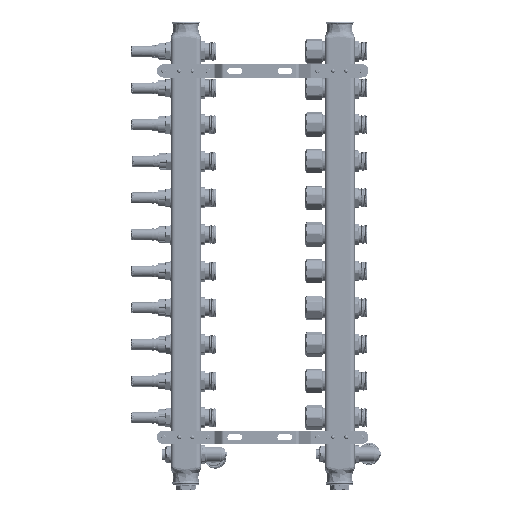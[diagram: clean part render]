
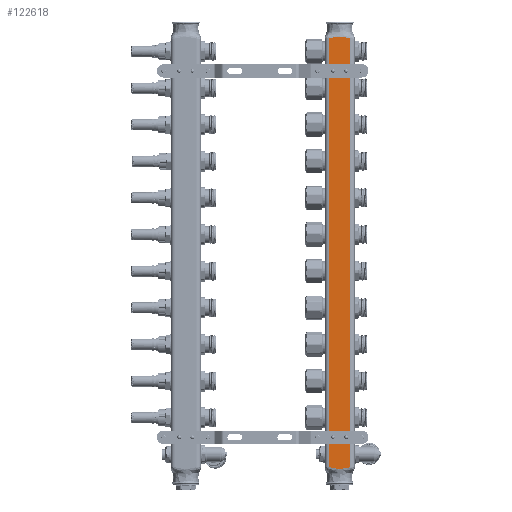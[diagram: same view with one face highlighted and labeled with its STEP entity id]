
A CAD part, front view. The second image highlights one B-rep face of the part: STEP entity #122618.
In plain terms, the highlighted face is planar.
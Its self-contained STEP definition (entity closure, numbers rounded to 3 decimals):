
#403 = CARTESIAN_POINT ( 'NONE',  ( 19.5, 6.71, -608.215 ) ) ;
#2225 = CARTESIAN_POINT ( 'NONE',  ( 19.5, -12.119, -20.809 ) ) ;
#7104 = CARTESIAN_POINT ( 'NONE',  ( 19.5, -13.908, -606.757 ) ) ;
#10664 = CARTESIAN_POINT ( 'NONE',  ( 19.5, 6.109, -608.324 ) ) ;
#11323 = DIRECTION ( 'NONE',  ( 0., 0., 1. ) ) ;
#11583 = CARTESIAN_POINT ( 'NONE',  ( 19.5, -14.5, -21.41 ) ) ;
#12436 = CARTESIAN_POINT ( 'NONE',  ( 19.5, -13.314, -21.084 ) ) ;
#13301 = CARTESIAN_POINT ( 'NONE',  ( 19.5, 14.5, -21.41 ) ) ;
#15110 = CARTESIAN_POINT ( 'NONE',  ( 19.5, 14.5, -606.59 ) ) ;
#15554 = CARTESIAN_POINT ( 'NONE',  ( 19.5, 12.568, -607.093 ) ) ;
#16001 = CARTESIAN_POINT ( 'NONE',  ( 19.5, 13.908, -606.757 ) ) ;
#16087 = EDGE_LOOP ( 'NONE', ( #126205, #68307, #126515, #25620 ) ) ;
#17328 = CARTESIAN_POINT ( 'NONE',  ( 19.5, -4.294, -608.591 ) ) ;
#17767 = CARTESIAN_POINT ( 'NONE',  ( 19.5, -9.712, -607.624 ) ) ;
#18238 = CARTESIAN_POINT ( 'NONE',  ( 19.5, 14.5, -314. ) ) ;
#22233 = CARTESIAN_POINT ( 'NONE',  ( 19.5, 12.568, -20.907 ) ) ;
#22663 = CARTESIAN_POINT ( 'NONE',  ( 19.5, 13.314, -21.084 ) ) ;
#23088 = CARTESIAN_POINT ( 'NONE',  ( 19.5, 11.216, -20.651 ) ) ;
#23152 = EDGE_CURVE ( 'NONE', #33992, #31672, #91996, .T. ) ;
#23537 = CARTESIAN_POINT ( 'NONE',  ( 19.5, -4.294, -19.409 ) ) ;
#25620 = ORIENTED_EDGE ( 'NONE', *, *, #35017, .F. ) ;
#26243 = CARTESIAN_POINT ( 'NONE',  ( 19.5, 12.419, -607.128 ) ) ;
#27997 = CARTESIAN_POINT ( 'NONE',  ( 19.5, -2.467, -608.781 ) ) ;
#31090 = CARTESIAN_POINT ( 'NONE',  ( 19.5, -4.9, -608.512 ) ) ;
#31672 = VERTEX_POINT ( 'NONE', #82789 ) ;
#32001 = CARTESIAN_POINT ( 'NONE',  ( 19.5, 12.119, -20.809 ) ) ;
#32416 = CARTESIAN_POINT ( 'NONE',  ( 19.5, 13.908, -21.243 ) ) ;
#33730 = CARTESIAN_POINT ( 'NONE',  ( 19.5, -6.109, -19.676 ) ) ;
#33992 = VERTEX_POINT ( 'NONE', #52658 ) ;
#35017 = EDGE_CURVE ( 'NONE', #75802, #90878, #49723, .T. ) ;
#35552 = CARTESIAN_POINT ( 'NONE',  ( 19.5, 13.314, -606.916 ) ) ;
#38204 = CARTESIAN_POINT ( 'NONE',  ( 19.5, -6.109, -608.324 ) ) ;
#40473 = CARTESIAN_POINT ( 'NONE',  ( 19.5, 2.467, -608.781 ) ) ;
#42252 = CARTESIAN_POINT ( 'NONE',  ( 19.5, 6.109, -19.676 ) ) ;
#42688 = CARTESIAN_POINT ( 'NONE',  ( 19.5, 11.517, -20.705 ) ) ;
#42833 = EDGE_CURVE ( 'NONE', #90878, #31672, #62299, .T. ) ;
#43561 = CARTESIAN_POINT ( 'NONE',  ( 19.5, 2.467, -19.219 ) ) ;
#44001 = CARTESIAN_POINT ( 'NONE',  ( 19.5, -2.467, -19.219 ) ) ;
#46713 = CARTESIAN_POINT ( 'NONE',  ( 19.5, 12.119, -607.191 ) ) ;
#48012 = CARTESIAN_POINT ( 'NONE',  ( 19.5, -12.419, -607.128 ) ) ;
#48439 = CARTESIAN_POINT ( 'NONE',  ( 19.5, -11.969, -607.217 ) ) ;
#49723 = B_SPLINE_CURVE_WITH_KNOTS ( 'NONE', 3,
 ( #15110, #16001, #35552, #15554, #26243, #46713, #117828, #56911, #128021, #70706, #50670, #403, #10664, #122259, #51111, #40473, #71163, #88944, #27997, #17328, #31090, #38204, #108935, #61362, #17767, #98753, #88508, #48439, #71576, #48012, #111611, #78677, #7104, #51546 ),
 .UNSPECIFIED., .F., .F.,
 ( 4, 2, 2, 2, 2, 2, 2, 2, 2, 2, 2, 2, 2, 2, 2, 2, 4 ),
 ( 0., 0.002, 0.002, 0.003, 0.004, 0.007, 0.009, 0.011, 0.015, 0.018, 0.02, 0.022, 0.026, 0.027, 0.027, 0.028, 0.029 ),
 .UNSPECIFIED. ) ;
#50670 = CARTESIAN_POINT ( 'NONE',  ( 19.5, 8.513, -607.87 ) ) ;
#51111 = CARTESIAN_POINT ( 'NONE',  ( 19.5, 4.294, -608.591 ) ) ;
#51546 = CARTESIAN_POINT ( 'NONE',  ( 19.5, -14.5, -606.59 ) ) ;
#52468 = CARTESIAN_POINT ( 'NONE',  ( 19.5, -11.216, -20.651 ) ) ;
#52658 = CARTESIAN_POINT ( 'NONE',  ( 19.5, 14.5, -21.41 ) ) ;
#52901 = CARTESIAN_POINT ( 'NONE',  ( 19.5, -11.517, -20.705 ) ) ;
#54207 = CARTESIAN_POINT ( 'NONE',  ( 19.5, -9.712, -20.376 ) ) ;
#56911 = CARTESIAN_POINT ( 'NONE',  ( 19.5, 11.517, -607.295 ) ) ;
#61362 = CARTESIAN_POINT ( 'NONE',  ( 19.5, -8.513, -607.87 ) ) ;
#62278 = CARTESIAN_POINT ( 'NONE',  ( 19.5, -12.568, -20.907 ) ) ;
#62299 = LINE ( 'NONE', #123765, #110062 ) ;
#63984 = CARTESIAN_POINT ( 'NONE',  ( 19.5, 9.712, -20.376 ) ) ;
#68068 = DIRECTION ( 'NONE',  ( 0., -1., 0. ) ) ;
#68307 = ORIENTED_EDGE ( 'NONE', *, *, #23152, .T. ) ;
#70706 = CARTESIAN_POINT ( 'NONE',  ( 19.5, 9.712, -607.624 ) ) ;
#71163 = CARTESIAN_POINT ( 'NONE',  ( 19.5, 1.236, -608.841 ) ) ;
#71576 = CARTESIAN_POINT ( 'NONE',  ( 19.5, -12.119, -607.191 ) ) ;
#72509 = CARTESIAN_POINT ( 'NONE',  ( 19.5, -13.908, -21.243 ) ) ;
#73369 = CARTESIAN_POINT ( 'NONE',  ( 19.5, -12.419, -20.872 ) ) ;
#75802 = VERTEX_POINT ( 'NONE', #89424 ) ;
#77337 = DIRECTION ( 'NONE',  ( 0., 0., 1. ) ) ;
#78677 = CARTESIAN_POINT ( 'NONE',  ( 19.5, -13.314, -606.916 ) ) ;
#82789 = CARTESIAN_POINT ( 'NONE',  ( 19.5, -14.5, -21.41 ) ) ;
#83760 = EDGE_CURVE ( 'NONE', #75802, #33992, #96435, .T. ) ;
#84027 = CARTESIAN_POINT ( 'NONE',  ( 19.5, 11.969, -20.783 ) ) ;
#84470 = CARTESIAN_POINT ( 'NONE',  ( 19.5, 4.294, -19.409 ) ) ;
#88508 = CARTESIAN_POINT ( 'NONE',  ( 19.5, -11.517, -607.295 ) ) ;
#88944 = CARTESIAN_POINT ( 'NONE',  ( 19.5, -1.236, -608.841 ) ) ;
#89417 = DIRECTION ( 'NONE',  ( -1., 0., 0. ) ) ;
#89424 = CARTESIAN_POINT ( 'NONE',  ( 19.5, 14.5, -606.59 ) ) ;
#90878 = VERTEX_POINT ( 'NONE', #99497 ) ;
#91996 = B_SPLINE_CURVE_WITH_KNOTS ( 'NONE', 3,
 ( #13301, #32416, #22663, #22233, #93401, #32001, #84027, #42688, #23088, #63984, #94263, #114252, #42252, #93824, #84470, #43561, #114690, #113399, #44001, #23537, #94703, #33730, #113823, #115132, #54207, #52468, #52901, #124026, #2225, #73369, #62278, #12436, #72509, #11583 ),
 .UNSPECIFIED., .F., .F.,
 ( 4, 2, 2, 2, 2, 2, 2, 2, 2, 2, 2, 2, 2, 2, 2, 2, 4 ),
 ( 0., 0.002, 0.002, 0.003, 0.004, 0.007, 0.009, 0.011, 0.015, 0.018, 0.02, 0.022, 0.026, 0.027, 0.027, 0.028, 0.029 ),
 .UNSPECIFIED. ) ;
#93220 = VECTOR ( 'NONE', #77337, 1000. ) ;
#93401 = CARTESIAN_POINT ( 'NONE',  ( 19.5, 12.419, -20.872 ) ) ;
#93824 = CARTESIAN_POINT ( 'NONE',  ( 19.5, 4.9, -19.488 ) ) ;
#94263 = CARTESIAN_POINT ( 'NONE',  ( 19.5, 8.513, -20.13 ) ) ;
#94703 = CARTESIAN_POINT ( 'NONE',  ( 19.5, -4.9, -19.488 ) ) ;
#96435 = LINE ( 'NONE', #130190, #93220 ) ;
#97700 = AXIS2_PLACEMENT_3D ( 'NONE', #18238, #89417, #68068 ) ;
#98753 = CARTESIAN_POINT ( 'NONE',  ( 19.5, -11.216, -607.349 ) ) ;
#99497 = CARTESIAN_POINT ( 'NONE',  ( 19.5, -14.5, -606.59 ) ) ;
#108935 = CARTESIAN_POINT ( 'NONE',  ( 19.5, -6.71, -608.215 ) ) ;
#110062 = VECTOR ( 'NONE', #11323, 1000. ) ;
#110723 = PLANE ( 'NONE',  #97700 ) ;
#111611 = CARTESIAN_POINT ( 'NONE',  ( 19.5, -12.568, -607.093 ) ) ;
#113399 = CARTESIAN_POINT ( 'NONE',  ( 19.5, -1.236, -19.159 ) ) ;
#113823 = CARTESIAN_POINT ( 'NONE',  ( 19.5, -6.71, -19.785 ) ) ;
#114252 = CARTESIAN_POINT ( 'NONE',  ( 19.5, 6.71, -19.785 ) ) ;
#114690 = CARTESIAN_POINT ( 'NONE',  ( 19.5, 1.236, -19.159 ) ) ;
#115132 = CARTESIAN_POINT ( 'NONE',  ( 19.5, -8.513, -20.13 ) ) ;
#117828 = CARTESIAN_POINT ( 'NONE',  ( 19.5, 11.969, -607.217 ) ) ;
#122259 = CARTESIAN_POINT ( 'NONE',  ( 19.5, 4.9, -608.512 ) ) ;
#122618 = ADVANCED_FACE ( 'NONE', ( #129709 ), #110723, .F. ) ;
#123765 = CARTESIAN_POINT ( 'NONE',  ( 19.5, -14.5, -314. ) ) ;
#124026 = CARTESIAN_POINT ( 'NONE',  ( 19.5, -11.969, -20.783 ) ) ;
#126205 = ORIENTED_EDGE ( 'NONE', *, *, #83760, .T. ) ;
#126515 = ORIENTED_EDGE ( 'NONE', *, *, #42833, .F. ) ;
#128021 = CARTESIAN_POINT ( 'NONE',  ( 19.5, 11.216, -607.349 ) ) ;
#129709 = FACE_OUTER_BOUND ( 'NONE', #16087, .T. ) ;
#130190 = CARTESIAN_POINT ( 'NONE',  ( 19.5, 14.5, -314. ) ) ;
